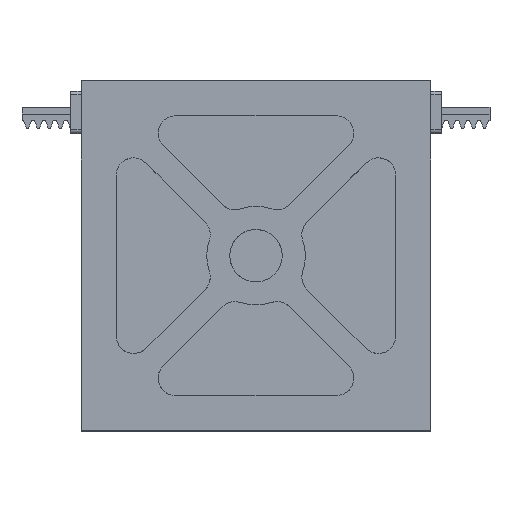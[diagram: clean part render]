
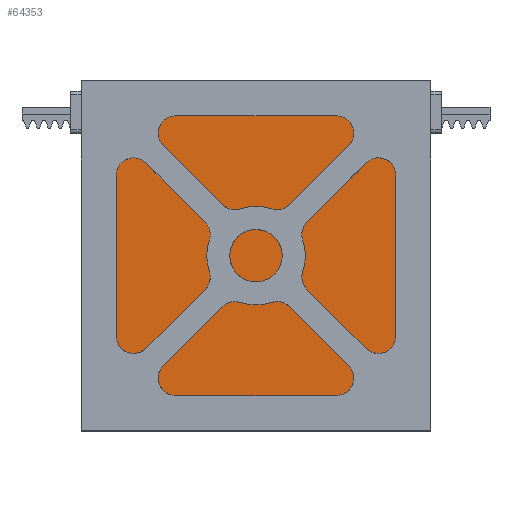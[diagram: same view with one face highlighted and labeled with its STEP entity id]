
A CAD part, top view. The second image highlights one B-rep face of the part: STEP entity #64353.
In plain terms, the highlighted free-form (B-spline) face has degree [1, 1] with [2, 2] control points.
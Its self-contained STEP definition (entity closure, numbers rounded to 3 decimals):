
#64255 = VERTEX_POINT('',#64256);
#64256 = CARTESIAN_POINT('',(44.441,-4.938,
    48.885));
#64261 = EDGE_CURVE('',#64262,#64255,#64264,.T.);
#64262 = VERTEX_POINT('',#64263);
#64263 = CARTESIAN_POINT('',(44.441,-98.758,
    48.885));
#64264 = B_SPLINE_CURVE_WITH_KNOTS('',1,(#64265,#64266),.UNSPECIFIED.,
  .F.,.F.,(2,2),(0.,95.),.PIECEWISE_BEZIER_KNOTS.);
#64265 = CARTESIAN_POINT('',(44.441,-98.758,
    48.885));
#64266 = CARTESIAN_POINT('',(44.441,-4.938,
    48.885));
#64289 = VERTEX_POINT('',#64290);
#64290 = CARTESIAN_POINT('',(-44.441,-4.938,
    48.885));
#64295 = EDGE_CURVE('',#64255,#64289,#64296,.T.);
#64296 = B_SPLINE_CURVE_WITH_KNOTS('',1,(#64297,#64298),.UNSPECIFIED.,
  .F.,.F.,(2,2),(-90.,-0.),.PIECEWISE_BEZIER_KNOTS.);
#64297 = CARTESIAN_POINT('',(44.441,-4.938,
    48.885));
#64298 = CARTESIAN_POINT('',(-44.441,-4.938,
    48.885));
#64317 = VERTEX_POINT('',#64318);
#64318 = CARTESIAN_POINT('',(-44.441,-98.758,
    48.885));
#64323 = EDGE_CURVE('',#64289,#64317,#64324,.T.);
#64324 = B_SPLINE_CURVE_WITH_KNOTS('',1,(#64325,#64326),.UNSPECIFIED.,
  .F.,.F.,(2,2),(-95.,-0.),.PIECEWISE_BEZIER_KNOTS.);
#64325 = CARTESIAN_POINT('',(-44.441,-4.938,
    48.885));
#64326 = CARTESIAN_POINT('',(-44.441,-98.758,
    48.885));
#64343 = EDGE_CURVE('',#64317,#64262,#64344,.T.);
#64344 = B_SPLINE_CURVE_WITH_KNOTS('',1,(#64345,#64346),.UNSPECIFIED.,
  .F.,.F.,(2,2),(0.,90.),.PIECEWISE_BEZIER_KNOTS.);
#64345 = CARTESIAN_POINT('',(-44.441,-98.758,
    48.885));
#64346 = CARTESIAN_POINT('',(44.441,-98.758,
    48.885));
#64353 = ADVANCED_FACE('',(#64354),#64360,.F.);
#64354 = FACE_BOUND('',#64355,.T.);
#64355 = EDGE_LOOP('',(#64356,#64357,#64358,#64359));
#64356 = ORIENTED_EDGE('',*,*,#64261,.T.);
#64357 = ORIENTED_EDGE('',*,*,#64295,.T.);
#64358 = ORIENTED_EDGE('',*,*,#64323,.T.);
#64359 = ORIENTED_EDGE('',*,*,#64343,.T.);
#64360 = B_SPLINE_SURFACE_WITH_KNOTS('',1,1,(
    (#64361,#64362)
    ,(#64363,#64364
    )),.UNSPECIFIED.,.F.,.F.,.F.,(2,2),(2,2),(-45.,45.),(-47.5,47.5),
  .PIECEWISE_BEZIER_KNOTS.);
#64361 = CARTESIAN_POINT('',(44.441,-98.758,
    48.885));
#64362 = CARTESIAN_POINT('',(44.441,-4.938,
    48.885));
#64363 = CARTESIAN_POINT('',(-44.441,-98.758,
    48.885));
#64364 = CARTESIAN_POINT('',(-44.441,-4.938,
    48.885));
